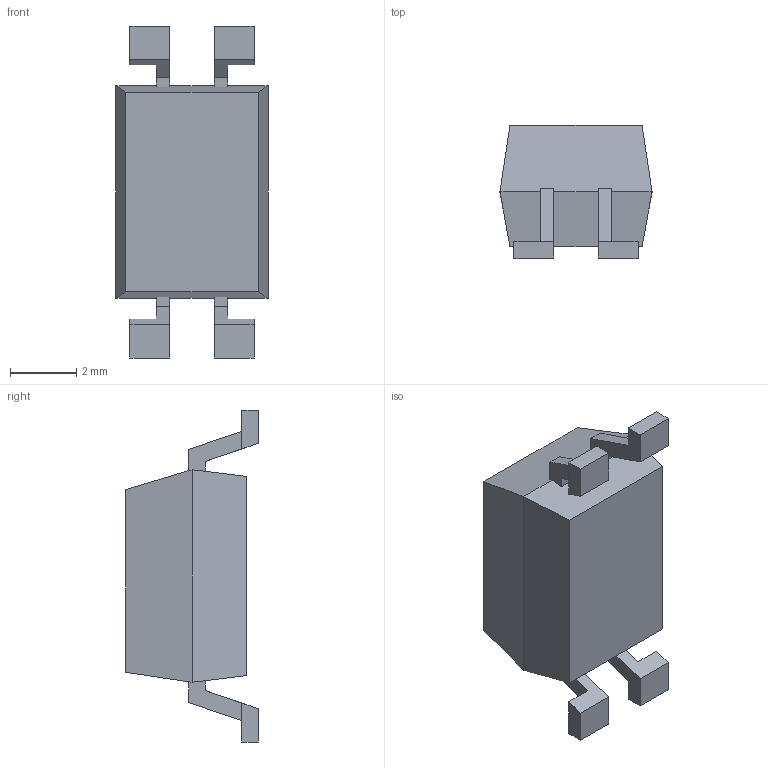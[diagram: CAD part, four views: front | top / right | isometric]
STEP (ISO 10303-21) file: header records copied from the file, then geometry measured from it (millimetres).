
FILE_DESCRIPTION (( 'STEP AP203' ), '1' );
FILE_NAME ('G3VM_41DY1.step', '2013-10-06T23:11:36', ( 'OSMC1.0 匠エンジニアリング山之内' ), ( 'TAKUMI-Engniaring' ), 'SwSTEP 2.0', 'SolidWorks 2002025', '' );
FILE_SCHEMA (( 'CONFIG_CONTROL_DESIGN' ));
Length unit declared in the file: millimetre
Products named in the file (1): G3VM_41DY1
Bounding box: 4.58 x 4 x 10 mm (x, y, z)
Volume: 98.9 mm3; surface area: 154.1 mm2
Topology: 1 solids, 1 shells, 50 faces, 140 edges, 92 vertices
Faces by surface type: plane 50
Entity records: 1649 total; most frequent: CARTESIAN_POINT 283, ORIENTED_EDGE 280, DIRECTION 242, LINE 140, VECTOR 140, EDGE_CURVE 140, VERTEX_POINT 92, AXIS2_PLACEMENT_3D 51
